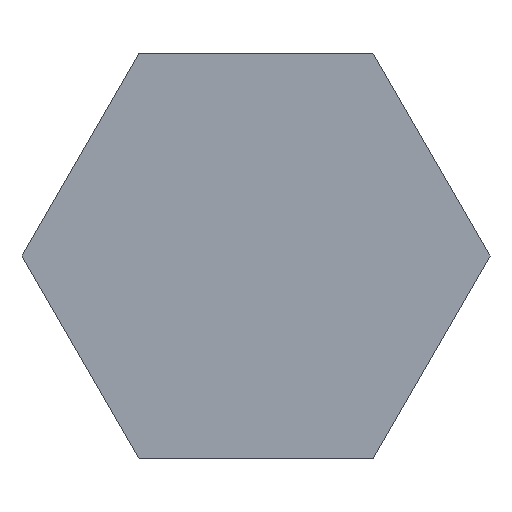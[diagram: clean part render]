
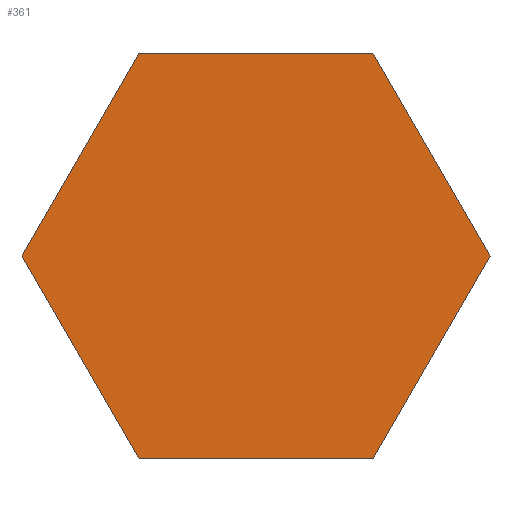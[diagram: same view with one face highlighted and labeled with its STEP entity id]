
A CAD part, front view. The second image highlights one B-rep face of the part: STEP entity #361.
In plain terms, the highlighted planar face has unit normal (0, -1, 0).
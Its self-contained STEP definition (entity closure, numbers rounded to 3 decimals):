
#34=LINE('',#531,#74);
#36=LINE('',#535,#76);
#38=LINE('',#539,#78);
#40=LINE('',#543,#80);
#42=LINE('',#547,#82);
#44=LINE('',#550,#84);
#74=VECTOR('',#435,10.);
#76=VECTOR('',#439,10.);
#78=VECTOR('',#443,10.);
#80=VECTOR('',#447,10.);
#82=VECTOR('',#451,10.);
#84=VECTOR('',#455,10.);
#115=FACE_OUTER_BOUND('',#138,.T.);
#138=EDGE_LOOP('',(#271,#272,#273,#274,#275,#276));
#167=VERTEX_POINT('',#528);
#168=VERTEX_POINT('',#530);
#169=VERTEX_POINT('',#534);
#170=VERTEX_POINT('',#538);
#171=VERTEX_POINT('',#542);
#172=VERTEX_POINT('',#546);
#200=EDGE_CURVE('',#168,#167,#34,.T.);
#202=EDGE_CURVE('',#169,#168,#36,.T.);
#204=EDGE_CURVE('',#170,#169,#38,.T.);
#206=EDGE_CURVE('',#171,#170,#40,.T.);
#208=EDGE_CURVE('',#172,#171,#42,.T.);
#210=EDGE_CURVE('',#167,#172,#44,.T.);
#271=ORIENTED_EDGE('',*,*,#210,.T.);
#272=ORIENTED_EDGE('',*,*,#208,.T.);
#273=ORIENTED_EDGE('',*,*,#206,.T.);
#274=ORIENTED_EDGE('',*,*,#204,.T.);
#275=ORIENTED_EDGE('',*,*,#202,.T.);
#276=ORIENTED_EDGE('',*,*,#200,.T.);
#343=PLANE('',#401);
#361=ADVANCED_FACE('',(#115),#343,.T.);
#401=AXIS2_PLACEMENT_3D('',#551,#456,#457);
#435=DIRECTION('',(0.5,0.,-0.866));
#439=DIRECTION('',(-0.5,0.,-0.866));
#443=DIRECTION('',(-1.,0.,0.));
#447=DIRECTION('',(-0.5,0.,0.866));
#451=DIRECTION('',(0.5,0.,0.866));
#455=DIRECTION('',(1.,0.,0.));
#456=DIRECTION('center_axis',(0.,-1.,0.));
#457=DIRECTION('ref_axis',(0.,0.,-1.));
#528=CARTESIAN_POINT('',(-6.155,-12.,-10.66));
#530=CARTESIAN_POINT('',(-12.309,-12.,0.));
#531=CARTESIAN_POINT('',(-6.155,-12.,-10.66));
#534=CARTESIAN_POINT('',(-6.155,-12.,10.66));
#535=CARTESIAN_POINT('',(-12.309,-12.,0.));
#538=CARTESIAN_POINT('',(6.155,-12.,10.66));
#539=CARTESIAN_POINT('',(-6.155,-12.,10.66));
#542=CARTESIAN_POINT('',(12.309,-12.,0.));
#543=CARTESIAN_POINT('',(6.155,-12.,10.66));
#546=CARTESIAN_POINT('',(6.155,-12.,-10.66));
#547=CARTESIAN_POINT('',(12.309,-12.,0.));
#550=CARTESIAN_POINT('',(6.155,-12.,-10.66));
#551=CARTESIAN_POINT('Origin',(0.,-12.,0.));
